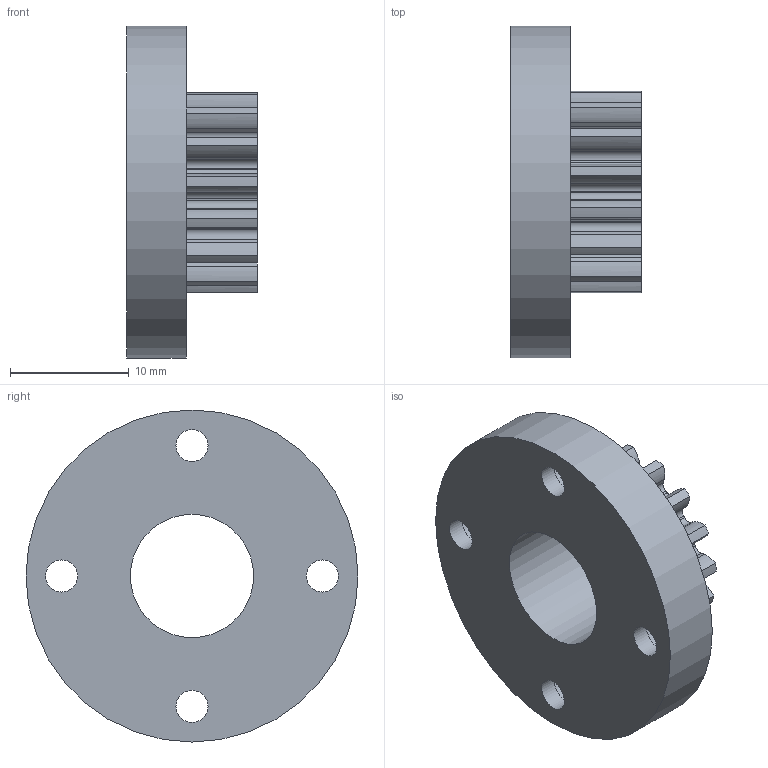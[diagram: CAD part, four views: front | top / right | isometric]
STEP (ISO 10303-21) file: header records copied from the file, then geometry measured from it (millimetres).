
FILE_DESCRIPTION(/* description */ (''),/* implementation_level */ '2;1');
FILE_NAME(/* name */ 'sun_gear.step',/* time_stamp */ '2026-02-16T15:24:46-08:00',/* author */ (''),/* organization */ (''),/* preprocessor_version */ 'ST-DEVELOPER v20.1',/* originating_system */ 'Autodesk Translation Framework v14.24.0.0',/* authorisation */ '');
FILE_SCHEMA (('AUTOMOTIVE_DESIGN { 1 0 10303 214 3 1 1 }'));
Length unit declared in the file: millimetre
Products named in the file (4): Manuel 1.0; V4 robot arm; Shoulder; Sun gear (15 teeth module 1)
Assembly tree (3 placements, depth 4):
  Manuel 1.0
    V4 robot arm
      Shoulder
        Sun gear (15 teeth module 1)
Bounding box: 11 x 28 x 28 mm (x, y, z)
Volume: 2866.6 mm3; surface area: 2653.8 mm2
Topology: 1 solids, 1 shells, 137 faces, 392 edges, 261 vertices
Faces by surface type: cylinder 70, plane 37, bspline 30
Full cylindrical faces by diameter (mm): 2.7 x4, 5 x4, 10.4 x1, 28 x1
Entity records: 12020 total; most frequent: CARTESIAN_POINT 8417, ORIENTED_EDGE 784, DIRECTION 702, EDGE_CURVE 392, VERTEX_POINT 261, AXIS2_PLACEMENT_3D 256, LINE 190, VECTOR 190
